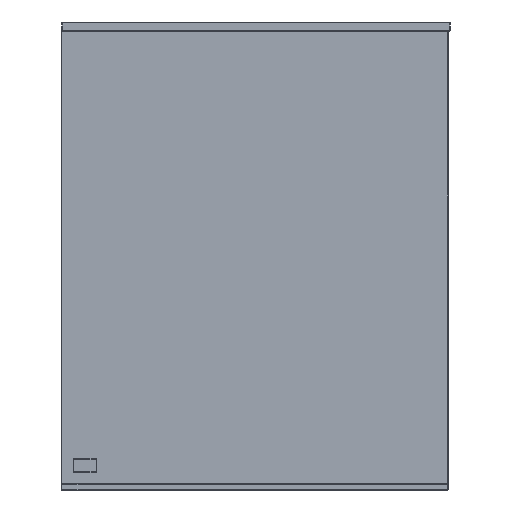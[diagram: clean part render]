
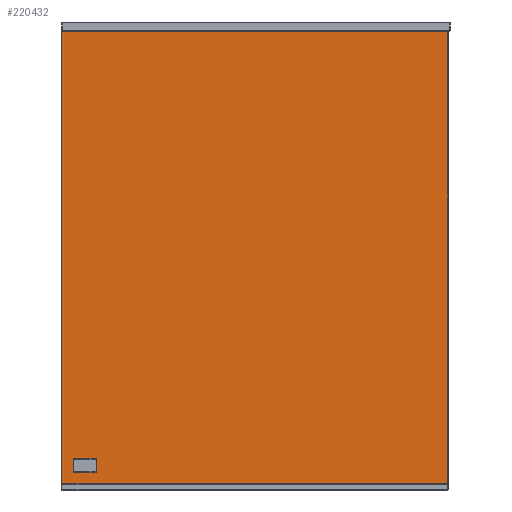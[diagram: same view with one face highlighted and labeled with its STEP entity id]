
A CAD part, left-side view. The second image highlights one B-rep face of the part: STEP entity #220432.
In plain terms, the highlighted planar face has unit normal (-1, 0, 0).
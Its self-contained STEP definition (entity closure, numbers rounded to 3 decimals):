
#220171=CARTESIAN_POINT('',(373.88,772.419,590.5));
#220172=VERTEX_POINT('',#220171);
#220179=CARTESIAN_POINT('',(373.88,772.212,590.293));
#220180=VERTEX_POINT('',#220179);
#220181=CARTESIAN_POINT('',(373.88,772.419,590.5));
#220182=DIRECTION('',(0.0,-0.707,-0.707));
#220183=VECTOR('',#220182,0.293);
#220184=LINE('',#220181,#220183);
#220185=EDGE_CURVE('',#220172,#220180,#220184,.T.);
#220202=CARTESIAN_POINT('',(373.88,1269.005,590.5));
#220203=VERTEX_POINT('',#220202);
#220210=CARTESIAN_POINT('',(373.88,1269.005,590.5));
#220211=DIRECTION('',(0.0,-1.0,0.0));
#220212=VECTOR('',#220211,496.586);
#220213=LINE('',#220210,#220212);
#220214=EDGE_CURVE('',#220203,#220172,#220213,.T.);
#220225=CARTESIAN_POINT('',(373.88,772.212,8.707));
#220226=VERTEX_POINT('',#220225);
#220227=CARTESIAN_POINT('',(373.88,772.212,590.293));
#220228=DIRECTION('',(0.0,0.0,-1.0));
#220229=VECTOR('',#220228,581.586);
#220230=LINE('',#220227,#220229);
#220231=EDGE_CURVE('',#220180,#220226,#220230,.T.);
#220257=CARTESIAN_POINT('',(373.88,1269.212,590.293));
#220258=VERTEX_POINT('',#220257);
#220265=CARTESIAN_POINT('',(373.88,1269.212,590.293));
#220266=DIRECTION('',(0.0,-0.707,0.707));
#220267=VECTOR('',#220266,0.293);
#220268=LINE('',#220265,#220267);
#220269=EDGE_CURVE('',#220258,#220203,#220268,.T.);
#220280=CARTESIAN_POINT('',(373.88,772.419,8.5));
#220281=VERTEX_POINT('',#220280);
#220282=CARTESIAN_POINT('',(373.88,772.212,8.707));
#220283=DIRECTION('',(0.0,0.707,-0.707));
#220284=VECTOR('',#220283,0.293);
#220285=LINE('',#220282,#220284);
#220286=EDGE_CURVE('',#220226,#220281,#220285,.T.);
#220312=CARTESIAN_POINT('',(373.88,1269.212,8.707));
#220313=VERTEX_POINT('',#220312);
#220320=CARTESIAN_POINT('',(373.88,1269.212,8.707));
#220321=DIRECTION('',(0.0,0.0,1.0));
#220322=VECTOR('',#220321,581.586);
#220323=LINE('',#220320,#220322);
#220324=EDGE_CURVE('',#220313,#220258,#220323,.T.);
#220335=CARTESIAN_POINT('',(373.88,1269.005,8.5));
#220336=VERTEX_POINT('',#220335);
#220337=CARTESIAN_POINT('',(373.88,772.419,8.5));
#220338=DIRECTION('',(0.0,1.0,0.0));
#220339=VECTOR('',#220338,496.586);
#220340=LINE('',#220337,#220339);
#220341=EDGE_CURVE('',#220281,#220336,#220340,.T.);
#220373=CARTESIAN_POINT('',(373.88,1269.005,8.5));
#220374=DIRECTION('',(0.0,0.707,0.707));
#220375=VECTOR('',#220374,0.293);
#220376=LINE('',#220373,#220375);
#220377=EDGE_CURVE('',#220336,#220313,#220376,.T.);
#220417=CARTESIAN_POINT('',(373.88,1269.712,8.));
#220418=DIRECTION('',(-1.0,0.0,0.0));
#220419=DIRECTION('',(0.0,-1.0,0.0));
#220420=AXIS2_PLACEMENT_3D('',#220417,#220418,#220419);
#220421=PLANE('',#220420);
#220422=ORIENTED_EDGE('',*,*,#220185,.F.);
#220423=ORIENTED_EDGE('',*,*,#220214,.F.);
#220424=ORIENTED_EDGE('',*,*,#220269,.F.);
#220425=ORIENTED_EDGE('',*,*,#220324,.F.);
#220426=ORIENTED_EDGE('',*,*,#220377,.F.);
#220427=ORIENTED_EDGE('',*,*,#220341,.F.);
#220428=ORIENTED_EDGE('',*,*,#220286,.F.);
#220429=ORIENTED_EDGE('',*,*,#220231,.F.);
#220430=EDGE_LOOP('',(#220422,#220423,#220424,#220425,#220426,#220427,#220428,#220429));
#220431=FACE_OUTER_BOUND('',#220430,.T.);
#220432=ADVANCED_FACE('',(#220431),#220421,.T.);
